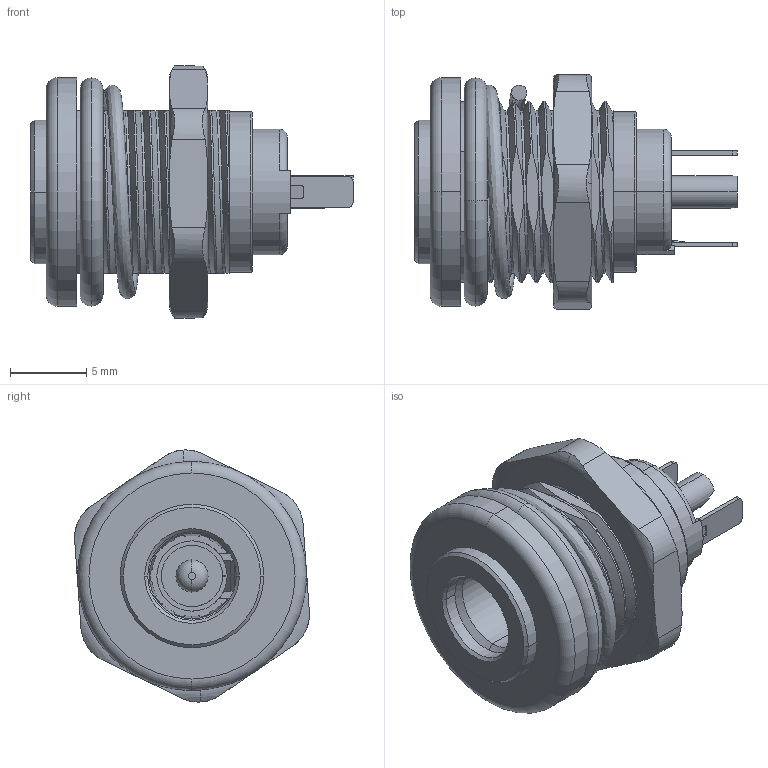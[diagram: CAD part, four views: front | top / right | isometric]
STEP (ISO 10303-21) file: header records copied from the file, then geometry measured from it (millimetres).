
FILE_DESCRIPTION (( 'STEP AP203' ), '1' );
FILE_NAME ('54-00309.STEP', '2022-09-26T17:27:02', ( '' ), ( '' ), 'SwSTEP 2.0', 'SolidWorks 2021', '' );
FILE_SCHEMA (( 'CONFIG_CONTROL_DESIGN' ));
Length unit declared in the file: millimetre
Products named in the file (16): Switch-0721.STEP; __1-0721.STEP; ____1-0721.STEP; ____2-0721-0.STEP; 50-01002_center pin; 56-00024; ____1-0721-1.STEP; ____3-0721.STEP; ____2-0721.STEP; 50-01002; __2-0721.STEP; 56-00025; 50-00999.STEP; 55-00177; 54-00309; 24-00387
Assembly tree (15 placements, depth 4):
  54-00309
    24-00387
    50-01002
      50-00999.STEP
        ____3-0721.STEP
        Switch-0721.STEP
        ____2-0721.STEP
        __2-0721.STEP
        ____2-0721-0.STEP
        ____1-0721.STEP
        ____1-0721-1.STEP
        __1-0721.STEP
      50-01002_center pin
    55-00177
    56-00024
    56-00025
Bounding box: 21.1 x 15.39 x 16.52 mm (x, y, z)
Volume: 1652.8 mm3; surface area: 4313 mm2
Topology: 15 solids, 15 shells, 494 faces, 1348 edges, 878 vertices
Faces by surface type: cylinder 218, plane 190, torus 62, cone 12, bspline 8, sphere 4
Entity records: 20677 total; most frequent: CARTESIAN_POINT 7004, ORIENTED_EDGE 2684, DIRECTION 2367, EDGE_CURVE 1342, AXIS2_PLACEMENT_3D 923, VERTEX_POINT 878, EDGE_LOOP 522, VECTOR 521
